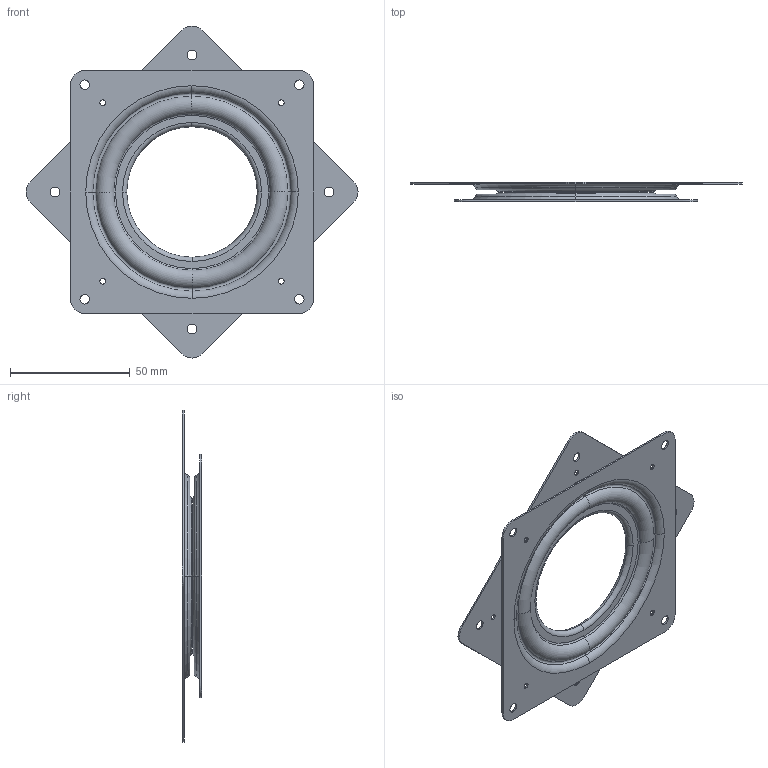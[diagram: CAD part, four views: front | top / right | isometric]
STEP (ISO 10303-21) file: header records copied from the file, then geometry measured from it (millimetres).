
FILE_DESCRIPTION(('STEP AP203'),'1');
FILE_NAME('1049234.stp','2019-02-03T04:57:25',('TraceParts'),('TraceParts S.A.'),'Spatial InterOp 3D',' ',' ');
FILE_SCHEMA(('CONFIG_CONTROL_DESIGN'));
Length unit declared in the file: millimetre
Products named in the file (1): 1
Bounding box: 138.76 x 8.13 x 138.76 mm (x, y, z)
Volume: 13266.5 mm3; surface area: 36711.3 mm2
Topology: 1 solids, 1 shells, 182 faces, 464 edges, 292 vertices
Faces by surface type: cylinder 84, torus 80, plane 18
Entity records: 6006 total; most frequent: CARTESIAN_POINT 1353, DIRECTION 1072, ORIENTED_EDGE 928, AXIS2_PLACEMENT_3D 499, EDGE_CURVE 464, CIRCLE 316, VERTEX_POINT 292, EDGE_LOOP 224
